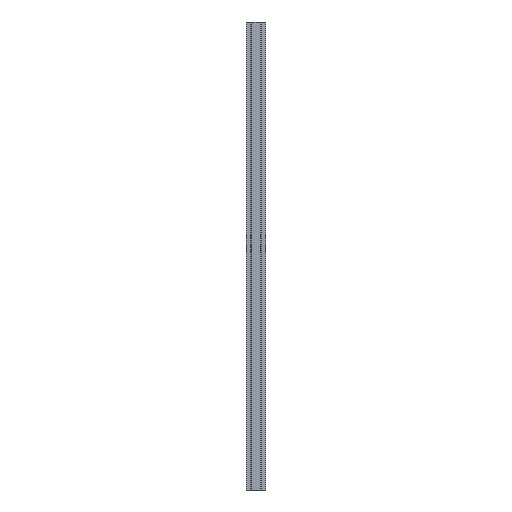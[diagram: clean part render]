
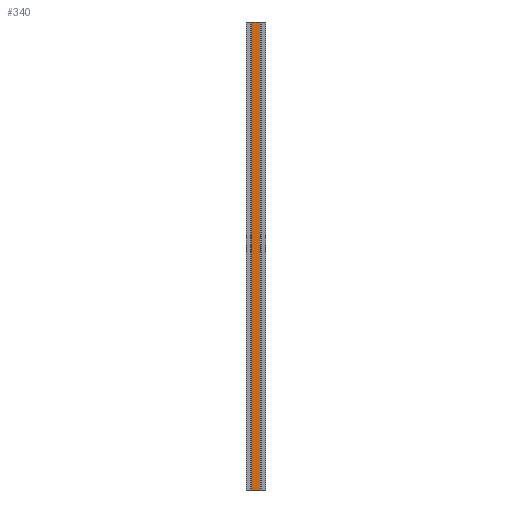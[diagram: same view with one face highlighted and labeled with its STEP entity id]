
A CAD part, left-side view. The second image highlights one B-rep face of the part: STEP entity #340.
In plain terms, the highlighted planar face has unit normal (-1, 0, 0).
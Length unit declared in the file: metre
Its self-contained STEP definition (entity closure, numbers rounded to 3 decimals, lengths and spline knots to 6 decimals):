
#340=ADVANCED_FACE('',(#788),#789,.T.);
#788=FACE_OUTER_BOUND('',#1343,.T.);
#789=PLANE('',#1344);
#1343=EDGE_LOOP('',(#2227,#2228,#2229,#2230));
#1344=AXIS2_PLACEMENT_3D('',#2231,#2232,#2233);
#2227=ORIENTED_EDGE('',*,*,#3805,.F.);
#2228=ORIENTED_EDGE('',*,*,#3702,.F.);
#2229=ORIENTED_EDGE('',*,*,#3806,.T.);
#2230=ORIENTED_EDGE('',*,*,#3807,.T.);
#2231=CARTESIAN_POINT('',(0.28641,0.145543,0.0));
#2232=DIRECTION('',(-1.0,0.0,0.0));
#2233=DIRECTION('',(0.0,0.0,1.0));
#3702=EDGE_CURVE('',#4574,#4570,#4576,.T.);
#3805=EDGE_CURVE('',#4570,#4737,#4738,.T.);
#3806=EDGE_CURVE('',#4574,#4739,#4740,.T.);
#3807=EDGE_CURVE('',#4739,#4737,#4741,.T.);
#4570=VERTEX_POINT('',#5802);
#4574=VERTEX_POINT('',#5807);
#4576=LINE('',#5809,#5810);
#4737=VERTEX_POINT('',#6040);
#4738=LINE('',#6041,#6042);
#4739=VERTEX_POINT('',#6043);
#4740=LINE('',#6044,#6045);
#4741=LINE('',#6046,#6047);
#5802=CARTESIAN_POINT('',(0.28641,0.123953,-1.2192));
#5807=CARTESIAN_POINT('',(0.28641,0.123953,0.0));
#5809=CARTESIAN_POINT('',(0.28641,0.123953,0.0));
#5810=VECTOR('',#7057,1.0);
#6040=CARTESIAN_POINT('',(0.28641,0.145543,-1.2192));
#6041=CARTESIAN_POINT('',(0.28641,0.145543,-1.2192));
#6042=VECTOR('',#7151,1.0);
#6043=CARTESIAN_POINT('',(0.28641,0.145543,0.0));
#6044=CARTESIAN_POINT('',(0.28641,0.145543,0.0));
#6045=VECTOR('',#7152,1.0);
#6046=CARTESIAN_POINT('',(0.28641,0.145543,0.0));
#6047=VECTOR('',#7153,1.0);
#7057=DIRECTION('',(0.0,0.0,-1.0));
#7151=DIRECTION('',(0.0,1.0,0.0));
#7152=DIRECTION('',(0.0,1.0,0.0));
#7153=DIRECTION('',(0.0,0.0,-1.0));
